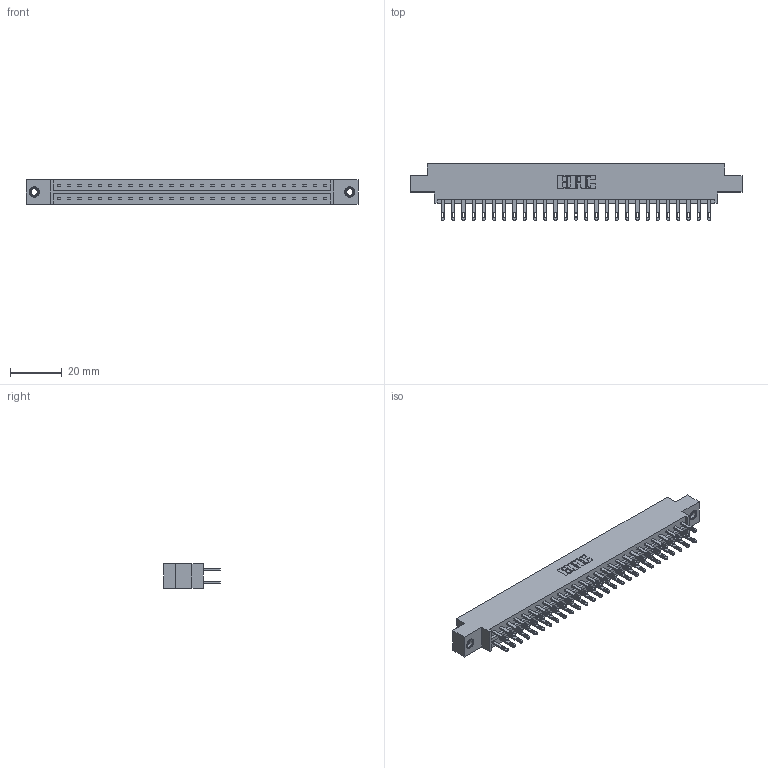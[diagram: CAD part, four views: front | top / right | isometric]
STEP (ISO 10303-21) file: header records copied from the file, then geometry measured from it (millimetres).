
FILE_DESCRIPTION (( 'STEP AP203' ), '1' );
FILE_NAME ('333-054-500-807.STEP', '2018-08-04T03:27:40', ( '' ), ( '' ), 'SwSTEP 2.0', 'SolidWorks 2016', '' );
FILE_SCHEMA (( 'CONFIG_CONTROL_DESIGN' ));
Length unit declared in the file: inch
Products named in the file (4): 333 Part_Offset - .156 Dia - TI; 345-292-001_345-293-100; 345-250-001_345-250-005-103; 333-054-500-807
Assembly tree (57 placements, depth 2):
  333-054-500-807
    333 Part_Offset - .156 Dia - TI
    345-292-001_345-293-100  x54
    345-250-001_345-250-005-103  x2
Bounding box: 128.52 x 21.85 x 9.4 mm (x, y, z)
Volume: 12905 mm3; surface area: 15944.9 mm2
Topology: 57 solids, 57 shells, 2770 faces, 8397 edges, 5590 vertices
Faces by surface type: plane 1726, cylinder 1028, cone 12, torus 4
Entity records: 20558 total; most frequent: CARTESIAN_POINT 3409, ORIENTED_EDGE 3338, DIRECTION 2971, EDGE_CURVE 1669, VECTOR 1517, LINE 1517, VERTEX_POINT 1108, AXIS2_PLACEMENT_3D 727
